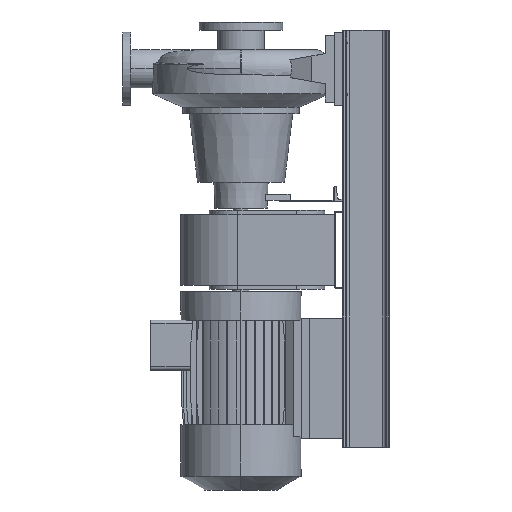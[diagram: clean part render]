
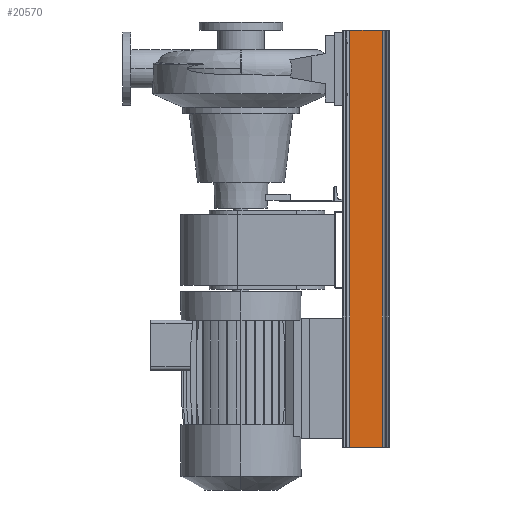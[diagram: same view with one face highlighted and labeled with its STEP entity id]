
A CAD part, left-side view. The second image highlights one B-rep face of the part: STEP entity #20570.
In plain terms, the highlighted face is planar.
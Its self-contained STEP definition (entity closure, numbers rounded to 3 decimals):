
#975 = VECTOR ( 'NONE', #15941, 1000. ) ;
#1068 = VECTOR ( 'NONE', #21751, 1000. ) ;
#1593 = CARTESIAN_POINT ( 'NONE',  ( 625., 118.922, -187. ) ) ;
#2123 = ORIENTED_EDGE ( 'NONE', *, *, #15883, .F. ) ;
#2463 = LINE ( 'NONE', #14302, #1068 ) ;
#4141 = CARTESIAN_POINT ( 'NONE',  ( 625., 118.922, -187. ) ) ;
#4180 = VERTEX_POINT ( 'NONE', #6417 ) ;
#4283 = DIRECTION ( 'NONE',  ( -1., 0., 0. ) ) ;
#5645 = CARTESIAN_POINT ( 'NONE',  ( -625., 21.078, -187. ) ) ;
#5959 = AXIS2_PLACEMENT_3D ( 'NONE', #1593, #15058, #20599 ) ;
#6251 = ORIENTED_EDGE ( 'NONE', *, *, #14227, .F. ) ;
#6417 = CARTESIAN_POINT ( 'NONE',  ( -625., 118.922, -187. ) ) ;
#6709 = VERTEX_POINT ( 'NONE', #4141 ) ;
#6923 = VECTOR ( 'NONE', #4283, 1000. ) ;
#8351 = VERTEX_POINT ( 'NONE', #19110 ) ;
#8822 = ORIENTED_EDGE ( 'NONE', *, *, #9720, .T. ) ;
#9720 = EDGE_CURVE ( 'NONE', #10497, #4180, #2463, .T. ) ;
#10497 = VERTEX_POINT ( 'NONE', #5645 ) ;
#12055 = LINE ( 'NONE', #12429, #13232 ) ;
#12429 = CARTESIAN_POINT ( 'NONE',  ( 625., 118.922, -187. ) ) ;
#12669 = FACE_OUTER_BOUND ( 'NONE', #16983, .T. ) ;
#13232 = VECTOR ( 'NONE', #14199, 1000. ) ;
#14199 = DIRECTION ( 'NONE',  ( -1., 0., 0. ) ) ;
#14227 = EDGE_CURVE ( 'NONE', #6709, #4180, #12055, .T. ) ;
#14302 = CARTESIAN_POINT ( 'NONE',  ( -625., 118.922, -187. ) ) ;
#15058 = DIRECTION ( 'NONE',  ( 0., 0., 1. ) ) ;
#15869 = LINE ( 'NONE', #17499, #6923 ) ;
#15883 = EDGE_CURVE ( 'NONE', #8351, #6709, #21861, .T. ) ;
#15916 = ORIENTED_EDGE ( 'NONE', *, *, #21567, .T. ) ;
#15941 = DIRECTION ( 'NONE',  ( 0., 1., 0. ) ) ;
#16983 = EDGE_LOOP ( 'NONE', ( #8822, #6251, #2123, #15916 ) ) ;
#17499 = CARTESIAN_POINT ( 'NONE',  ( 625., 21.078, -187. ) ) ;
#19110 = CARTESIAN_POINT ( 'NONE',  ( 625., 21.078, -187. ) ) ;
#19838 = CARTESIAN_POINT ( 'NONE',  ( 625., 118.922, -187. ) ) ;
#20570 = ADVANCED_FACE ( 'NONE', ( #12669 ), #24607, .F. ) ;
#20599 = DIRECTION ( 'NONE',  ( 1., 0., 0. ) ) ;
#21567 = EDGE_CURVE ( 'NONE', #8351, #10497, #15869, .T. ) ;
#21751 = DIRECTION ( 'NONE',  ( 0., 1., 0. ) ) ;
#21861 = LINE ( 'NONE', #19838, #975 ) ;
#24607 = PLANE ( 'NONE',  #5959 ) ;
